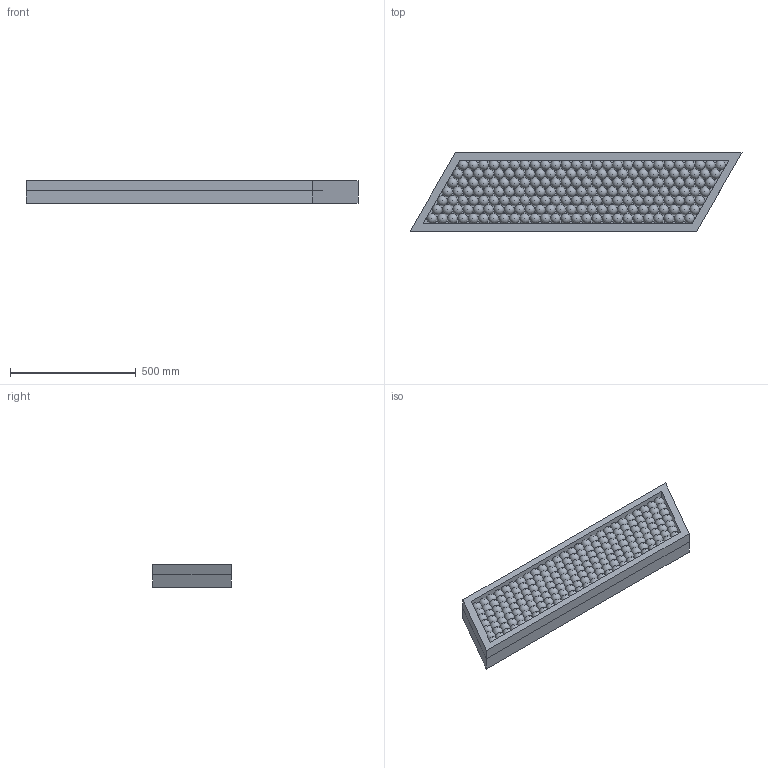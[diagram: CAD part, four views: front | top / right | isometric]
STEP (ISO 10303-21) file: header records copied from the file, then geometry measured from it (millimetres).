
FILE_DESCRIPTION(/* description */ (''),/* implementation_level */ '2;1');
FILE_NAME(/* name */ 'plyta_poprawiona.step',/* time_stamp */ '2021-01-23T12:03:01+01:00',/* author */ (''),/* organization */ (''),/* preprocessor_version */ 'ST-DEVELOPER v18.1',/* originating_system */ 'Autodesk Translation Framework v9.7.1.1290',/* authorisation */ '');
FILE_SCHEMA (('AUTOMOTIVE_DESIGN { 1 0 10303 214 3 1 1 }'));
Length unit declared in the file: millimetre
Products named in the file (1): plyta_poprawiona
Bounding box: 1321.21 x 313.04 x 90 mm (x, y, z)
Volume: 13966505.6 mm3; surface area: 2188119.8 mm2
Topology: 152 solids, 152 shells, 353 faces, 600 edges, 402 vertices
Faces by surface type: sphere 182, plane 171
Entity records: 7558 total; most frequent: DIRECTION 1496, CARTESIAN_POINT 1174, ORIENTED_EDGE 836, AXIS2_PLACEMENT_3D 724, EDGE_CURVE 418, VERTEX_POINT 402, EDGE_LOOP 400, CIRCLE 370
